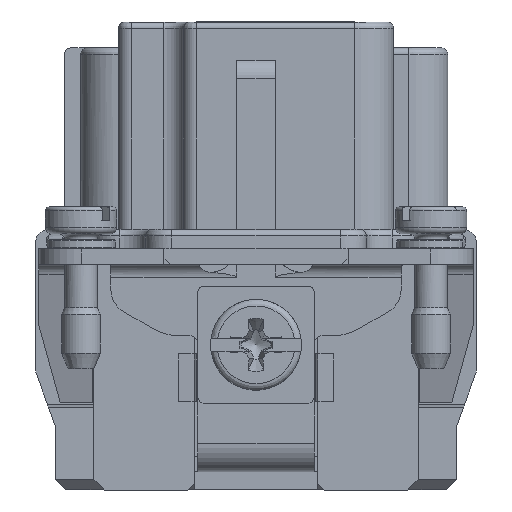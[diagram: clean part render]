
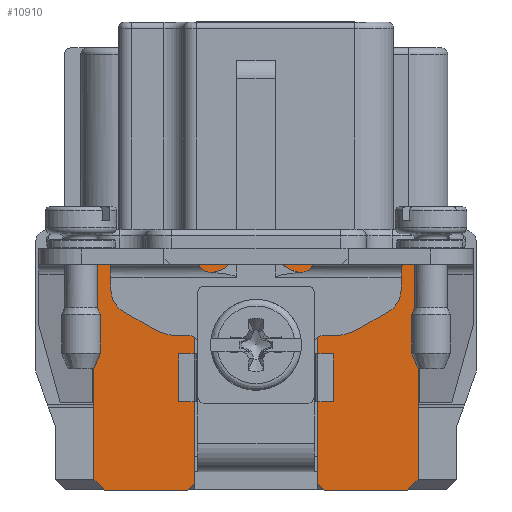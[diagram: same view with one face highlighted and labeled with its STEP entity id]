
A CAD part, left-side view. The second image highlights one B-rep face of the part: STEP entity #10910.
In plain terms, the highlighted planar face has unit normal (-1, 0, 0).
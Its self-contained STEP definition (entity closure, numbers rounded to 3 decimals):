
#9591=FACE_OUTER_BOUND('',#14041,.T.);
#10910=ADVANCED_FACE('',(#9591),#12030,.T.);
#12030=PLANE('',#37414);
#14041=EDGE_LOOP('',(#17358,#17359,#17360,#17361,#17362,#17363,#17364,#17365,
#17366,#17367,#17368,#17369,#17370,#17371,#17372,#17373));
#17358=ORIENTED_EDGE('',*,*,#25688,.T.);
#17359=ORIENTED_EDGE('',*,*,#25050,.T.);
#17360=ORIENTED_EDGE('',*,*,#24760,.F.);
#17361=ORIENTED_EDGE('',*,*,#25065,.T.);
#17362=ORIENTED_EDGE('',*,*,#24695,.T.);
#17363=ORIENTED_EDGE('',*,*,#25499,.T.);
#17364=ORIENTED_EDGE('',*,*,#24742,.F.);
#17365=ORIENTED_EDGE('',*,*,#25505,.T.);
#17366=ORIENTED_EDGE('',*,*,#25689,.T.);
#17367=ORIENTED_EDGE('',*,*,#24547,.T.);
#17368=ORIENTED_EDGE('',*,*,#25690,.T.);
#17369=ORIENTED_EDGE('',*,*,#24886,.T.);
#17370=ORIENTED_EDGE('',*,*,#25691,.T.);
#17371=ORIENTED_EDGE('',*,*,#25692,.T.);
#17372=ORIENTED_EDGE('',*,*,#25693,.T.);
#17373=ORIENTED_EDGE('',*,*,#24537,.T.);
#22181=VERTEX_POINT('',#46392);
#22182=VERTEX_POINT('',#46394);
#22191=VERTEX_POINT('',#46412);
#22192=VERTEX_POINT('',#46414);
#22338=VERTEX_POINT('',#46824);
#22339=VERTEX_POINT('',#46825);
#22385=VERTEX_POINT('',#46930);
#22386=VERTEX_POINT('',#46932);
#22403=VERTEX_POINT('',#46968);
#22404=VERTEX_POINT('',#46970);
#22522=VERTEX_POINT('',#47243);
#22523=VERTEX_POINT('',#47245);
#22629=VERTEX_POINT('',#47710);
#22976=VERTEX_POINT('',#49689);
#23067=VERTEX_POINT('',#50235);
#23068=VERTEX_POINT('',#50237);
#24537=EDGE_CURVE('',#22182,#22181,#30269,.T.);
#24547=EDGE_CURVE('',#22192,#22191,#30279,.T.);
#24695=EDGE_CURVE('',#22338,#22339,#30392,.T.);
#24742=EDGE_CURVE('',#22385,#22386,#30424,.T.);
#24760=EDGE_CURVE('',#22403,#22404,#30440,.T.);
#24886=EDGE_CURVE('',#22523,#22522,#30536,.T.);
#25050=EDGE_CURVE('',#22629,#22404,#30658,.T.);
#25065=EDGE_CURVE('',#22403,#22338,#30672,.T.);
#25499=EDGE_CURVE('',#22339,#22386,#30815,.T.);
#25505=EDGE_CURVE('',#22385,#22976,#30820,.T.);
#25688=EDGE_CURVE('',#22181,#22629,#30973,.T.);
#25689=EDGE_CURVE('',#22976,#22192,#30974,.T.);
#25690=EDGE_CURVE('',#22191,#22523,#30975,.T.);
#25691=EDGE_CURVE('',#22522,#23067,#30976,.T.);
#25692=EDGE_CURVE('',#23067,#23068,#30977,.T.);
#25693=EDGE_CURVE('',#23068,#22182,#30978,.T.);
#30269=LINE('',#46393,#32389);
#30279=LINE('',#46413,#32399);
#30392=LINE('',#46823,#32512);
#30424=LINE('',#46931,#32544);
#30440=LINE('',#46969,#32560);
#30536=LINE('',#47244,#32656);
#30658=LINE('',#47712,#32778);
#30672=LINE('',#47740,#32792);
#30815=LINE('',#49679,#32935);
#30820=LINE('',#49690,#32940);
#30973=LINE('',#50230,#33093);
#30974=LINE('',#50232,#33094);
#30975=LINE('',#50233,#33095);
#30976=LINE('',#50234,#33096);
#30977=LINE('',#50236,#33097);
#30978=LINE('',#50238,#33098);
#32389=VECTOR('',#38916,1.);
#32399=VECTOR('',#38926,1.);
#32512=VECTOR('',#39061,1.);
#32544=VECTOR('',#39121,1.);
#32560=VECTOR('',#39145,1.);
#32656=VECTOR('',#39321,1.);
#32778=VECTOR('',#39621,1.);
#32792=VECTOR('',#39653,1.);
#32935=VECTOR('',#40912,1.);
#32940=VECTOR('',#40925,1.);
#33093=VECTOR('',#41276,1.);
#33094=VECTOR('',#41279,1.);
#33095=VECTOR('',#41280,1.);
#33096=VECTOR('',#41281,1.);
#33097=VECTOR('',#41282,1.);
#33098=VECTOR('',#41283,1.);
#37414=AXIS2_PLACEMENT_3D('',#50239,#41284,#41285);
#38916=DIRECTION('',(0.,-1.,0.));
#38926=DIRECTION('',(0.,-1.,0.));
#39061=DIRECTION('',(0.,1.,0.));
#39121=DIRECTION('',(0.,-1.,0.));
#39145=DIRECTION('',(0.,-1.,0.));
#39321=DIRECTION('',(0.,0.,1.));
#39621=DIRECTION('',(0.,0.,1.));
#39653=DIRECTION('',(0.,0.,-1.));
#40912=DIRECTION('',(0.,0.,1.));
#40925=DIRECTION('',(0.,0.,-1.));
#41276=DIRECTION('',(0.,-0.707,0.707));
#41279=DIRECTION('',(0.,-0.707,-0.707));
#41280=DIRECTION('',(0.,-0.707,0.707));
#41281=DIRECTION('',(0.,-1.,0.));
#41282=DIRECTION('',(0.,0.,-1.));
#41283=DIRECTION('',(0.,-0.707,-0.707));
#41284=DIRECTION('',(-1.,0.,0.));
#41285=DIRECTION('',(0.,1.,0.));
#46392=CARTESIAN_POINT('',(-14.9,-11.7,-17.4));
#46393=CARTESIAN_POINT('',(-14.9,-5.25,-17.4));
#46394=CARTESIAN_POINT('',(-14.9,-5.25,-17.4));
#46412=CARTESIAN_POINT('',(-14.9,5.25,-17.4));
#46413=CARTESIAN_POINT('',(-14.9,11.7,-17.4));
#46414=CARTESIAN_POINT('',(-14.9,11.7,-17.4));
#46823=CARTESIAN_POINT('',(-14.9,2.5,0.));
#46824=CARTESIAN_POINT('',(-14.9,-4.3,0.));
#46825=CARTESIAN_POINT('',(-14.9,4.3,0.));
#46930=CARTESIAN_POINT('',(-14.9,12.5,1.2));
#46931=CARTESIAN_POINT('',(-14.9,12.5,1.2));
#46932=CARTESIAN_POINT('',(-14.9,4.3,1.2));
#46968=CARTESIAN_POINT('',(-14.9,-4.3,1.2));
#46969=CARTESIAN_POINT('',(-14.9,-4.3,1.2));
#46970=CARTESIAN_POINT('',(-14.9,-12.5,1.2));
#47243=CARTESIAN_POINT('',(-14.9,4.75,-2.));
#47244=CARTESIAN_POINT('',(-14.9,4.75,-16.9));
#47245=CARTESIAN_POINT('',(-14.9,4.75,-16.9));
#47710=CARTESIAN_POINT('',(-14.9,-12.5,-16.6));
#47712=CARTESIAN_POINT('',(-14.9,-12.5,-16.6));
#47740=CARTESIAN_POINT('',(-14.9,-4.3,1.2));
#49679=CARTESIAN_POINT('',(-14.9,4.3,0.));
#49689=CARTESIAN_POINT('',(-14.9,12.5,-16.6));
#49690=CARTESIAN_POINT('',(-14.9,12.5,1.2));
#50230=CARTESIAN_POINT('',(-14.9,-11.7,-17.4));
#50232=CARTESIAN_POINT('',(-14.9,12.5,-16.6));
#50233=CARTESIAN_POINT('',(-14.9,5.25,-17.4));
#50234=CARTESIAN_POINT('',(-14.9,4.75,-2.));
#50235=CARTESIAN_POINT('',(-14.9,-4.75,-2.));
#50236=CARTESIAN_POINT('',(-14.9,-4.75,-2.));
#50237=CARTESIAN_POINT('',(-14.9,-4.75,-16.9));
#50238=CARTESIAN_POINT('',(-14.9,-4.75,-16.9));
#50239=CARTESIAN_POINT('',(-14.9,-13.5,2.8));
